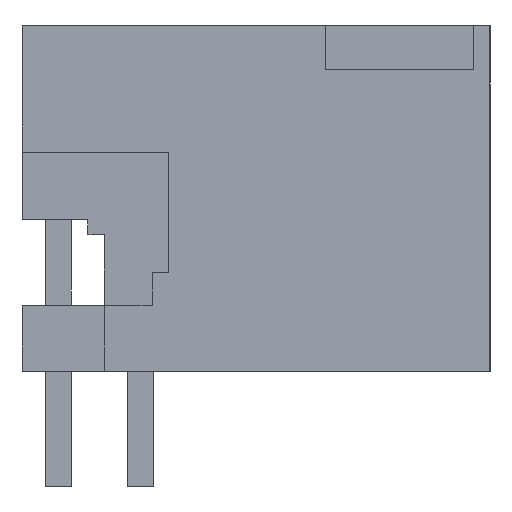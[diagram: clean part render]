
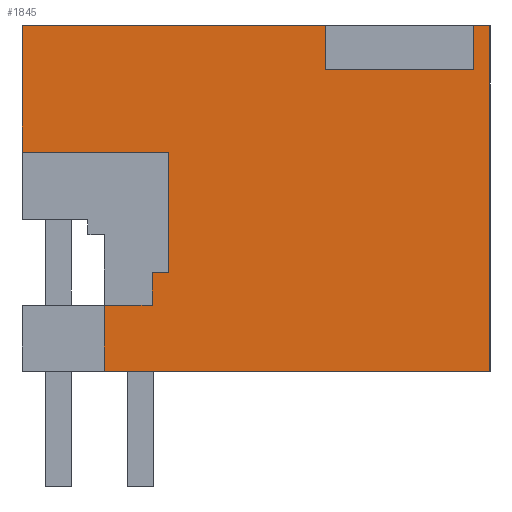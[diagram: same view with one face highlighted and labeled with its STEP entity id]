
A CAD part, left-side view. The second image highlights one B-rep face of the part: STEP entity #1845.
In plain terms, the highlighted planar face has unit normal (-1, 0, 0).
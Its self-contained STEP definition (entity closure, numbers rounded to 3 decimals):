
#1752=AXIS2_PLACEMENT_3D('Plane Axis2P3D',#1749,#1750,#1751) ;
#102=CARTESIAN_POINT('Vertex',(0.,11.7,5.5)) ;
#105=CARTESIAN_POINT('Line Origine',(0.,10.975,5.5)) ;
#109=CARTESIAN_POINT('Vertex',(0.,10.25,5.5)) ;
#1432=CARTESIAN_POINT('Vertex',(0.,0.,3.5)) ;
#1435=CARTESIAN_POINT('Line Origine',(0.,5.85,3.5)) ;
#1439=CARTESIAN_POINT('Vertex',(0.,11.7,3.5)) ;
#1718=CARTESIAN_POINT('Line Origine',(0.,11.7,4.5)) ;
#1749=CARTESIAN_POINT('Axis2P3D Location',(0.,14.2,0.)) ;
#1754=CARTESIAN_POINT('Line Origine',(0.,0.,8.75)) ;
#1758=CARTESIAN_POINT('Vertex',(0.,0.,14.)) ;
#1761=CARTESIAN_POINT('Line Origine',(0.,0.25,14.)) ;
#1765=CARTESIAN_POINT('Vertex',(0.,0.5,14.)) ;
#1768=CARTESIAN_POINT('Line Origine',(0.,0.5,13.325)) ;
#1772=CARTESIAN_POINT('Vertex',(0.,0.5,12.65)) ;
#1775=CARTESIAN_POINT('Line Origine',(0.,2.75,12.65)) ;
#1779=CARTESIAN_POINT('Vertex',(0.,5.,12.65)) ;
#1782=CARTESIAN_POINT('Line Origine',(0.,5.,13.325)) ;
#1786=CARTESIAN_POINT('Vertex',(0.,5.,14.)) ;
#1789=CARTESIAN_POINT('Line Origine',(0.,9.6,14.)) ;
#1793=CARTESIAN_POINT('Vertex',(0.,14.2,14.)) ;
#1796=CARTESIAN_POINT('Line Origine',(0.,14.2,12.075)) ;
#1800=CARTESIAN_POINT('Vertex',(0.,14.2,10.15)) ;
#1803=CARTESIAN_POINT('Line Origine',(0.,11.975,10.15)) ;
#1807=CARTESIAN_POINT('Vertex',(0.,9.75,10.15)) ;
#1810=CARTESIAN_POINT('Line Origine',(0.,9.75,8.325)) ;
#1814=CARTESIAN_POINT('Vertex',(0.,9.75,6.5)) ;
#1817=CARTESIAN_POINT('Line Origine',(0.,10.,6.5)) ;
#1821=CARTESIAN_POINT('Vertex',(0.,10.25,6.5)) ;
#1824=CARTESIAN_POINT('Line Origine',(0.,10.25,6.)) ;
#106=DIRECTION('Vector Direction',(0.,1.,0.)) ;
#1436=DIRECTION('Vector Direction',(0.,-1.,0.)) ;
#1719=DIRECTION('Vector Direction',(0.,0.,1.)) ;
#1750=DIRECTION('Axis2P3D Direction',(-1.,0.,0.)) ;
#1751=DIRECTION('Axis2P3D XDirection',(0.,-1.,0.)) ;
#1755=DIRECTION('Vector Direction',(0.,0.,1.)) ;
#1762=DIRECTION('Vector Direction',(0.,-1.,0.)) ;
#1769=DIRECTION('Vector Direction',(0.,0.,-1.)) ;
#1776=DIRECTION('Vector Direction',(0.,1.,0.)) ;
#1783=DIRECTION('Vector Direction',(0.,0.,-1.)) ;
#1790=DIRECTION('Vector Direction',(0.,-1.,0.)) ;
#1797=DIRECTION('Vector Direction',(0.,0.,1.)) ;
#1804=DIRECTION('Vector Direction',(0.,-1.,0.)) ;
#1811=DIRECTION('Vector Direction',(0.,0.,1.)) ;
#1818=DIRECTION('Vector Direction',(0.,-1.,0.)) ;
#1825=DIRECTION('Vector Direction',(0.,0.,1.)) ;
#107=VECTOR('Line Direction',#106,1.) ;
#1437=VECTOR('Line Direction',#1436,1.) ;
#1720=VECTOR('Line Direction',#1719,1.) ;
#1756=VECTOR('Line Direction',#1755,1.) ;
#1763=VECTOR('Line Direction',#1762,1.) ;
#1770=VECTOR('Line Direction',#1769,1.) ;
#1777=VECTOR('Line Direction',#1776,1.) ;
#1784=VECTOR('Line Direction',#1783,1.) ;
#1791=VECTOR('Line Direction',#1790,1.) ;
#1798=VECTOR('Line Direction',#1797,1.) ;
#1805=VECTOR('Line Direction',#1804,1.) ;
#1812=VECTOR('Line Direction',#1811,1.) ;
#1819=VECTOR('Line Direction',#1818,1.) ;
#1826=VECTOR('Line Direction',#1825,1.) ;
#1830=ORIENTED_EDGE('',*,*,#1441,.T.) ;
#1831=ORIENTED_EDGE('',*,*,#1760,.T.) ;
#1832=ORIENTED_EDGE('',*,*,#1767,.T.) ;
#1833=ORIENTED_EDGE('',*,*,#1774,.T.) ;
#1834=ORIENTED_EDGE('',*,*,#1781,.T.) ;
#1835=ORIENTED_EDGE('',*,*,#1788,.T.) ;
#1836=ORIENTED_EDGE('',*,*,#1795,.T.) ;
#1837=ORIENTED_EDGE('',*,*,#1802,.T.) ;
#1838=ORIENTED_EDGE('',*,*,#1809,.T.) ;
#1839=ORIENTED_EDGE('',*,*,#1816,.T.) ;
#1840=ORIENTED_EDGE('',*,*,#1823,.T.) ;
#1841=ORIENTED_EDGE('',*,*,#1828,.T.) ;
#1842=ORIENTED_EDGE('',*,*,#111,.T.) ;
#1843=ORIENTED_EDGE('',*,*,#1722,.T.) ;
#1845=ADVANCED_FACE('HOUSING',(#1844),#1753,.T.) ;
#111=EDGE_CURVE('',#110,#103,#108,.T.) ;
#1441=EDGE_CURVE('',#1440,#1433,#1438,.T.) ;
#1722=EDGE_CURVE('',#103,#1440,#1721,.F.) ;
#1760=EDGE_CURVE('',#1433,#1759,#1757,.T.) ;
#1767=EDGE_CURVE('',#1759,#1766,#1764,.F.) ;
#1774=EDGE_CURVE('',#1766,#1773,#1771,.T.) ;
#1781=EDGE_CURVE('',#1773,#1780,#1778,.T.) ;
#1788=EDGE_CURVE('',#1780,#1787,#1785,.F.) ;
#1795=EDGE_CURVE('',#1787,#1794,#1792,.F.) ;
#1802=EDGE_CURVE('',#1794,#1801,#1799,.F.) ;
#1809=EDGE_CURVE('',#1801,#1808,#1806,.T.) ;
#1816=EDGE_CURVE('',#1808,#1815,#1813,.F.) ;
#1823=EDGE_CURVE('',#1815,#1822,#1820,.F.) ;
#1828=EDGE_CURVE('',#1822,#110,#1827,.F.) ;
#1829=EDGE_LOOP('',(#1830,#1831,#1832,#1833,#1834,#1835,#1836,#1837,#1838,#1839,#1840,#1841,#1842,#1843)) ;
#1844=FACE_OUTER_BOUND('',#1829,.T.) ;
#108=LINE('Line',#105,#107) ;
#1438=LINE('Line',#1435,#1437) ;
#1721=LINE('Line',#1718,#1720) ;
#1757=LINE('Line',#1754,#1756) ;
#1764=LINE('Line',#1761,#1763) ;
#1771=LINE('Line',#1768,#1770) ;
#1778=LINE('Line',#1775,#1777) ;
#1785=LINE('Line',#1782,#1784) ;
#1792=LINE('Line',#1789,#1791) ;
#1799=LINE('Line',#1796,#1798) ;
#1806=LINE('Line',#1803,#1805) ;
#1813=LINE('Line',#1810,#1812) ;
#1820=LINE('Line',#1817,#1819) ;
#1827=LINE('Line',#1824,#1826) ;
#1753=PLANE('',#1752) ;
#103=VERTEX_POINT('',#102) ;
#110=VERTEX_POINT('',#109) ;
#1433=VERTEX_POINT('',#1432) ;
#1440=VERTEX_POINT('',#1439) ;
#1759=VERTEX_POINT('',#1758) ;
#1766=VERTEX_POINT('',#1765) ;
#1773=VERTEX_POINT('',#1772) ;
#1780=VERTEX_POINT('',#1779) ;
#1787=VERTEX_POINT('',#1786) ;
#1794=VERTEX_POINT('',#1793) ;
#1801=VERTEX_POINT('',#1800) ;
#1808=VERTEX_POINT('',#1807) ;
#1815=VERTEX_POINT('',#1814) ;
#1822=VERTEX_POINT('',#1821) ;
